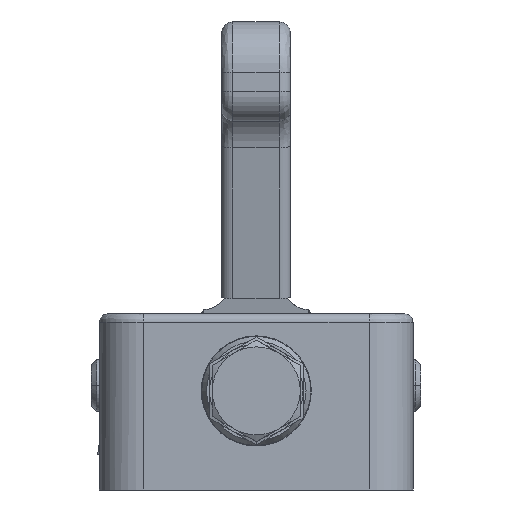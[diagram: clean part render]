
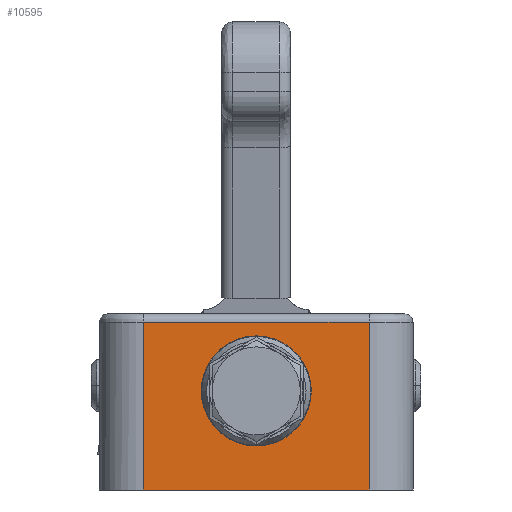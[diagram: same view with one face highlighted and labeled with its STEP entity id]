
A CAD part, left-side view. The second image highlights one B-rep face of the part: STEP entity #10595.
In plain terms, the highlighted planar face has unit normal (-1, 0, 0).
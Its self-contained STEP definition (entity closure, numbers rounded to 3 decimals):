
#719 = EDGE_LOOP ( 'NONE', ( #4574, #11342, #12661, #1267 ) ) ;
#1114 = AXIS2_PLACEMENT_3D ( 'NONE', #9153, #11371, #1544 ) ;
#1267 = ORIENTED_EDGE ( 'NONE', *, *, #4172, .T. ) ;
#1375 = EDGE_CURVE ( 'NONE', #7952, #5878, #8696, .T. ) ;
#1544 = DIRECTION ( 'NONE',  ( 0., 0., -1. ) ) ;
#1749 = LINE ( 'NONE', #11276, #12367 ) ;
#1921 = VECTOR ( 'NONE', #9305, 1000. ) ;
#3637 = DIRECTION ( 'NONE',  ( 0., 0., -1. ) ) ;
#3651 = EDGE_CURVE ( 'NONE', #9651, #10271, #5509, .T. ) ;
#3849 = CARTESIAN_POINT ( 'NONE',  ( 338.506, 218.73, -16.018 ) ) ;
#4172 = EDGE_CURVE ( 'NONE', #4537, #12144, #1749, .T. ) ;
#4311 = ORIENTED_EDGE ( 'NONE', *, *, #1375, .T. ) ;
#4537 = VERTEX_POINT ( 'NONE', #9544 ) ;
#4559 = LINE ( 'NONE', #8773, #14016 ) ;
#4574 = ORIENTED_EDGE ( 'NONE', *, *, #12418, .T. ) ;
#5339 = DIRECTION ( 'NONE',  ( 0., 0., -1. ) ) ;
#5478 = DIRECTION ( 'NONE',  ( 0., -1., 0. ) ) ;
#5509 = LINE ( 'NONE', #8856, #8811 ) ;
#5656 = DIRECTION ( 'NONE',  ( 0., 0., -1. ) ) ;
#5808 = EDGE_CURVE ( 'NONE', #5878, #7952, #12319, .T. ) ;
#5878 = VERTEX_POINT ( 'NONE', #13193 ) ;
#6739 = LINE ( 'NONE', #7069, #1921 ) ;
#6851 = AXIS2_PLACEMENT_3D ( 'NONE', #11813, #13018, #13347 ) ;
#7069 = CARTESIAN_POINT ( 'NONE',  ( 338.506, 218.73, 14.482 ) ) ;
#7601 = CARTESIAN_POINT ( 'NONE',  ( 338.506, 198.23, -8.018 ) ) ;
#7952 = VERTEX_POINT ( 'NONE', #7601 ) ;
#8287 = CARTESIAN_POINT ( 'NONE',  ( 338.506, 177.73, 14.482 ) ) ;
#8361 = CARTESIAN_POINT ( 'NONE',  ( 338.506, 177.73, -16.018 ) ) ;
#8538 = EDGE_CURVE ( 'NONE', #9651, #4537, #6739, .T. ) ;
#8585 = DIRECTION ( 'NONE',  ( 1., 0., 0. ) ) ;
#8686 = CARTESIAN_POINT ( 'NONE',  ( 338.506, 198.23, 1.982 ) ) ;
#8696 = CIRCLE ( 'NONE', #1114, 10. ) ;
#8773 = CARTESIAN_POINT ( 'NONE',  ( 338.506, 198.23, -16.018 ) ) ;
#8811 = VECTOR ( 'NONE', #5656, 1000. ) ;
#8856 = CARTESIAN_POINT ( 'NONE',  ( 338.506, 177.73, 15.982 ) ) ;
#8886 = ORIENTED_EDGE ( 'NONE', *, *, #5808, .T. ) ;
#9153 = CARTESIAN_POINT ( 'NONE',  ( 338.506, 198.23, 1.982 ) ) ;
#9305 = DIRECTION ( 'NONE',  ( 0., 1., 0. ) ) ;
#9544 = CARTESIAN_POINT ( 'NONE',  ( 338.506, 218.73, 14.482 ) ) ;
#9651 = VERTEX_POINT ( 'NONE', #8287 ) ;
#9700 = AXIS2_PLACEMENT_3D ( 'NONE', #8686, #8585, #5339 ) ;
#9933 = EDGE_LOOP ( 'NONE', ( #4311, #8886 ) ) ;
#10271 = VERTEX_POINT ( 'NONE', #8361 ) ;
#10595 = ADVANCED_FACE ( 'NONE', ( #11485, #12992 ), #12399, .T. ) ;
#11276 = CARTESIAN_POINT ( 'NONE',  ( 338.506, 218.73, 15.982 ) ) ;
#11342 = ORIENTED_EDGE ( 'NONE', *, *, #3651, .F. ) ;
#11371 = DIRECTION ( 'NONE',  ( 1., 0., 0. ) ) ;
#11485 = FACE_OUTER_BOUND ( 'NONE', #719, .T. ) ;
#11813 = CARTESIAN_POINT ( 'NONE',  ( 338.506, 218.73, 15.982 ) ) ;
#12144 = VERTEX_POINT ( 'NONE', #3849 ) ;
#12319 = CIRCLE ( 'NONE', #9700, 10. ) ;
#12367 = VECTOR ( 'NONE', #3637, 1000. ) ;
#12399 = PLANE ( 'NONE',  #6851 ) ;
#12418 = EDGE_CURVE ( 'NONE', #12144, #10271, #4559, .T. ) ;
#12661 = ORIENTED_EDGE ( 'NONE', *, *, #8538, .T. ) ;
#12992 = FACE_BOUND ( 'NONE', #9933, .T. ) ;
#13018 = DIRECTION ( 'NONE',  ( -1., 0., 0. ) ) ;
#13193 = CARTESIAN_POINT ( 'NONE',  ( 338.506, 198.23, 11.982 ) ) ;
#13347 = DIRECTION ( 'NONE',  ( 0., 0., 1. ) ) ;
#14016 = VECTOR ( 'NONE', #5478, 1000. ) ;
